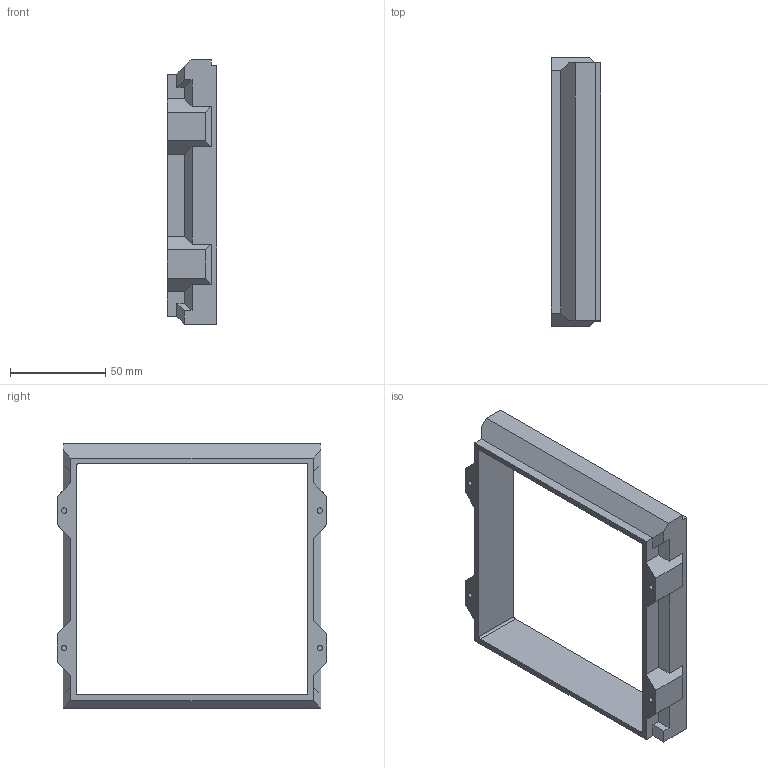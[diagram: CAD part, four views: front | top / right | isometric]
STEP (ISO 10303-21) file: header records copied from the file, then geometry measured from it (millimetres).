
FILE_DESCRIPTION(('FreeCAD Model'),'2;1');
FILE_NAME('1_orange_side_plate.stp','2021-01-19T21:37:41',('Author'),(''), 'Open CASCADE STEP processor 7.3','FreeCAD','Unknown');
FILE_SCHEMA(('AUTOMOTIVE_DESIGN { 1 0 10303 214 1 1 1 1 }'));
Length unit declared in the file: millimetre
Products named in the file (1): orange_exhaust_side_plate
Bounding box: 26 x 141 x 138.5 mm (x, y, z)
Volume: 86842.9 mm3; surface area: 35542.5 mm2
Topology: 1 solids, 1 shells, 115 faces, 285 edges, 188 vertices
Faces by surface type: bspline 80, revolution 35
Entity records: 8516 total; most frequent: CARTESIAN_POINT 3846, ORIENTED_EDGE 570, PCURVE 570, DEFINITIONAL_REPRESENTATION 570, B_SPLINE_CURVE_WITH_KNOTS 570, DIRECTION 435, EDGE_CURVE 285, SURFACE_CURVE 285
